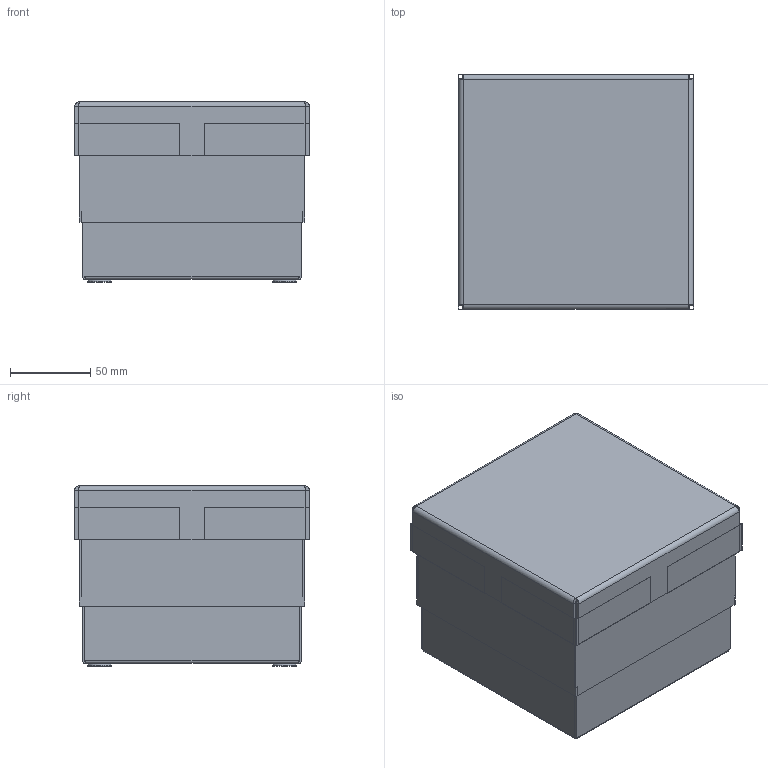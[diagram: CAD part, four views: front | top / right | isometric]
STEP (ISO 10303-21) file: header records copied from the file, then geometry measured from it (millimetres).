
FILE_DESCRIPTION (( 'STEP AP214' ), '1' );
FILE_NAME ('032260.STEP', '2020-06-24T09:19:41', ( '' ), ( '' ), 'SwSTEP 2.0', 'SolidWorks 2018', '' );
FILE_SCHEMA (( 'AUTOMOTIVE_DESIGN' ));
Length unit declared in the file: millimetre
Products named in the file (22): 033859_Standard; 42389C_Einbausituation GE2; 52058G8_Standard; 032121_Trennwand abgebogen; 053108_Standard; 043999_Standard; 035352_Standard; 044181_Standard; 032123_Standard; 035701_Edelstahlvariante; 044679_Standard; 032123T1_Standard; 077655_Standard; P_40949508_4_L„nge 550 mm; 032006_Edelstahl; 032120_Standard; 032000_Standard; 044033; 032119_Fertigungszustand; 032260; 032020_Edelstahlvariante; 032243_Standard
Assembly tree (32 placements, depth 4):
  032260
    032123_Standard
      032123T1_Standard
      032243_Standard
    032120_Standard
      032000_Standard
      032119_Fertigungszustand
      42389C_Einbausituation GE2  x4
    032006_Edelstahl
    035701_Edelstahlvariante
    032020_Edelstahlvariante
    032121_Trennwand abgebogen
    044181_Standard
      077655_Standard
        044033
        044679_Standard  x2
      053108_Standard
        043999_Standard  x2
    033859_Standard
    035352_Standard
    P_40949508_4_L„nge 550 mm  x4
    52058G8_Standard  x4
Bounding box: 146.2 x 146.2 x 112.25 mm (x, y, z)
Volume: 534218.6 mm3; surface area: 536039.6 mm2
Topology: 28 solids, 40 shells, 3032 faces, 8299 edges, 5320 vertices
Faces by surface type: plane 1713, cylinder 961, cone 181, bspline 106, torus 55, sphere 16
Entity records: 88092 total; most frequent: CARTESIAN_POINT 19503, ORIENTED_EDGE 14330, DIRECTION 12936, EDGE_CURVE 7165, VECTOR 4848, LINE 4848, VERTEX_POINT 4625, AXIS2_PLACEMENT_3D 4044
